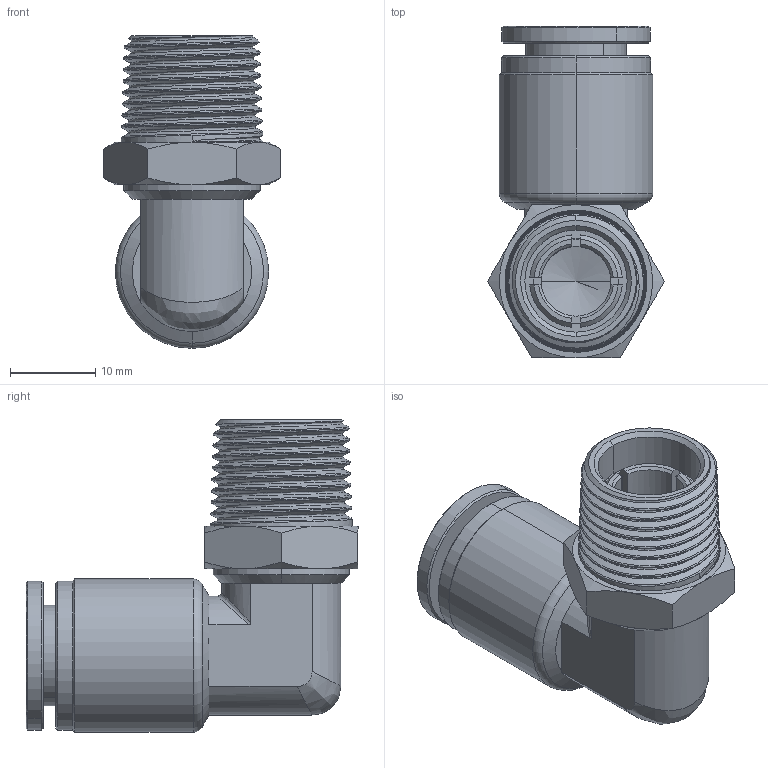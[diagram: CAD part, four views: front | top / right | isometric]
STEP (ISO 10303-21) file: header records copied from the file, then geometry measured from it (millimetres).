
FILE_DESCRIPTION (( 'STEP AP214' ), '1' );
FILE_NAME ('MES10R3-8W.STEP', '2018-07-20T16:53:27', ( '' ), ( '' ), 'SwSTEP 2.0', 'SolidWorks 2016', '' );
FILE_SCHEMA (( 'AUTOMOTIVE_DESIGN' ));
Length unit declared in the file: millimetre
Products named in the file (1): MES10R3-8W
Bounding box: 20.78 x 38.97 x 36.7 mm (x, y, z)
Volume: 6991 mm3; surface area: 9933.9 mm2
Topology: 7 solids, 7 shells, 567 faces, 1560 edges, 1016 vertices
Faces by surface type: plane 202, cone 176, bspline 93, cylinder 92, torus 4
Entity records: 33268 total; most frequent: CARTESIAN_POINT 13786, ORIENTED_EDGE 3116, DIRECTION 2300, EDGE_CURVE 1558, VERTEX_POINT 1016, AXIS2_PLACEMENT_3D 917, B_SPLINE_CURVE_WITH_KNOTS 616, EDGE_LOOP 592
